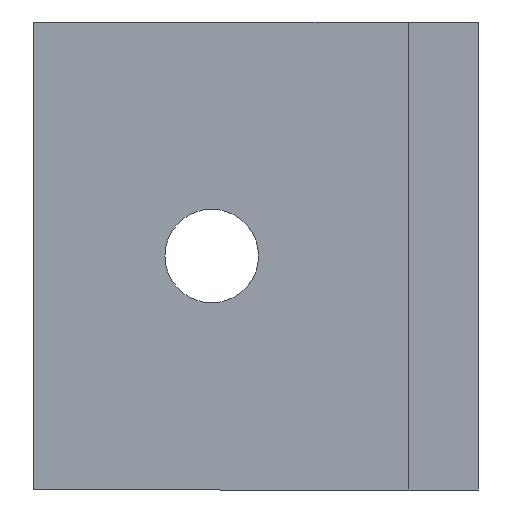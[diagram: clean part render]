
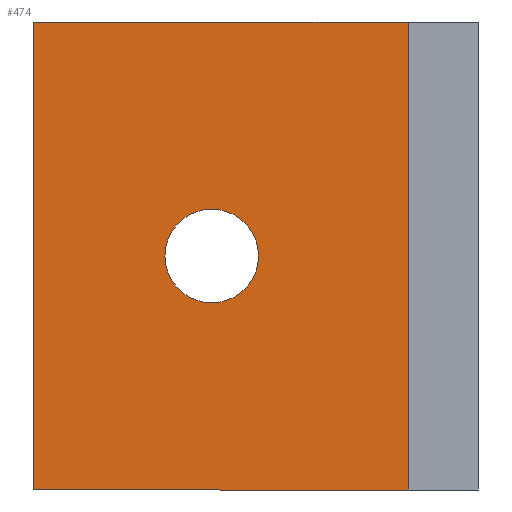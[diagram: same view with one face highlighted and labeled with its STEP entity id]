
A CAD part, left-side view. The second image highlights one B-rep face of the part: STEP entity #474.
In plain terms, the highlighted planar face has unit normal (-1, 0, 0).
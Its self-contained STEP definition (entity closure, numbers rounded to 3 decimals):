
#10 = EDGE_LOOP ( 'NONE', ( #527, #285, #362, #575 ) ) ;
#13 = CARTESIAN_POINT ( 'NONE',  ( 45., 15., -50. ) ) ;
#36 = CIRCLE ( 'NONE', #427, 10. ) ;
#43 = EDGE_CURVE ( 'NONE', #222, #274, #374, .T. ) ;
#51 = EDGE_CURVE ( 'NONE', #134, #222, #433, .T. ) ;
#61 = CARTESIAN_POINT ( 'NONE',  ( 45., 15., 50. ) ) ;
#73 = DIRECTION ( 'NONE',  ( -1., 0., 0. ) ) ;
#85 = CARTESIAN_POINT ( 'NONE',  ( 45., 15., 50. ) ) ;
#86 = DIRECTION ( 'NONE',  ( 0., 0., 1. ) ) ;
#111 = VERTEX_POINT ( 'NONE', #441 ) ;
#134 = VERTEX_POINT ( 'NONE', #85 ) ;
#146 = LINE ( 'NONE', #547, #670 ) ;
#147 = CARTESIAN_POINT ( 'NONE',  ( 45., 95., 50. ) ) ;
#149 = DIRECTION ( 'NONE',  ( 0., -1., 0. ) ) ;
#152 = EDGE_CURVE ( 'NONE', #111, #177, #36, .T. ) ;
#158 = EDGE_CURVE ( 'NONE', #274, #199, #146, .T. ) ;
#167 = CARTESIAN_POINT ( 'NONE',  ( 45., 15., 50. ) ) ;
#172 = EDGE_CURVE ( 'NONE', #177, #111, #212, .T. ) ;
#177 = VERTEX_POINT ( 'NONE', #303 ) ;
#199 = VERTEX_POINT ( 'NONE', #147 ) ;
#202 = DIRECTION ( 'NONE',  ( -1., 0., 0. ) ) ;
#212 = CIRCLE ( 'NONE', #282, 10. ) ;
#222 = VERTEX_POINT ( 'NONE', #13 ) ;
#242 = VECTOR ( 'NONE', #452, 1000. ) ;
#274 = VERTEX_POINT ( 'NONE', #354 ) ;
#282 = AXIS2_PLACEMENT_3D ( 'NONE', #453, #73, #86 ) ;
#285 = ORIENTED_EDGE ( 'NONE', *, *, #158, .F. ) ;
#294 = EDGE_CURVE ( 'NONE', #199, #134, #365, .T. ) ;
#303 = CARTESIAN_POINT ( 'NONE',  ( 45., 56.959, -10. ) ) ;
#318 = FACE_OUTER_BOUND ( 'NONE', #10, .T. ) ;
#322 = CARTESIAN_POINT ( 'NONE',  ( 45., 0., 0. ) ) ;
#354 = CARTESIAN_POINT ( 'NONE',  ( 45., 95., -50. ) ) ;
#362 = ORIENTED_EDGE ( 'NONE', *, *, #43, .F. ) ;
#365 = LINE ( 'NONE', #167, #641 ) ;
#369 = PLANE ( 'NONE',  #616 ) ;
#374 = LINE ( 'NONE', #579, #386 ) ;
#386 = VECTOR ( 'NONE', #482, 1000. ) ;
#404 = DIRECTION ( 'NONE',  ( 0., 0., 1. ) ) ;
#427 = AXIS2_PLACEMENT_3D ( 'NONE', #657, #202, #404 ) ;
#433 = LINE ( 'NONE', #61, #242 ) ;
#441 = CARTESIAN_POINT ( 'NONE',  ( 45., 56.959, 10. ) ) ;
#452 = DIRECTION ( 'NONE',  ( 0., 0., -1. ) ) ;
#453 = CARTESIAN_POINT ( 'NONE',  ( 45., 56.959, 0. ) ) ;
#474 = ADVANCED_FACE ( 'NONE', ( #678, #318 ), #369, .T. ) ;
#482 = DIRECTION ( 'NONE',  ( 0., 1., 0. ) ) ;
#527 = ORIENTED_EDGE ( 'NONE', *, *, #294, .F. ) ;
#541 = DIRECTION ( 'NONE',  ( -1., 0., 0. ) ) ;
#547 = CARTESIAN_POINT ( 'NONE',  ( 45., 95., 50. ) ) ;
#575 = ORIENTED_EDGE ( 'NONE', *, *, #51, .F. ) ;
#579 = CARTESIAN_POINT ( 'NONE',  ( 45., 15., -50. ) ) ;
#581 = DIRECTION ( 'NONE',  ( 0., 0., 1. ) ) ;
#597 = EDGE_LOOP ( 'NONE', ( #635, #644 ) ) ;
#602 = DIRECTION ( 'NONE',  ( 0., 0., 1. ) ) ;
#616 = AXIS2_PLACEMENT_3D ( 'NONE', #322, #541, #581 ) ;
#635 = ORIENTED_EDGE ( 'NONE', *, *, #152, .F. ) ;
#641 = VECTOR ( 'NONE', #149, 1000. ) ;
#644 = ORIENTED_EDGE ( 'NONE', *, *, #172, .F. ) ;
#657 = CARTESIAN_POINT ( 'NONE',  ( 45., 56.959, 0. ) ) ;
#670 = VECTOR ( 'NONE', #602, 1000. ) ;
#678 = FACE_BOUND ( 'NONE', #597, .T. ) ;
